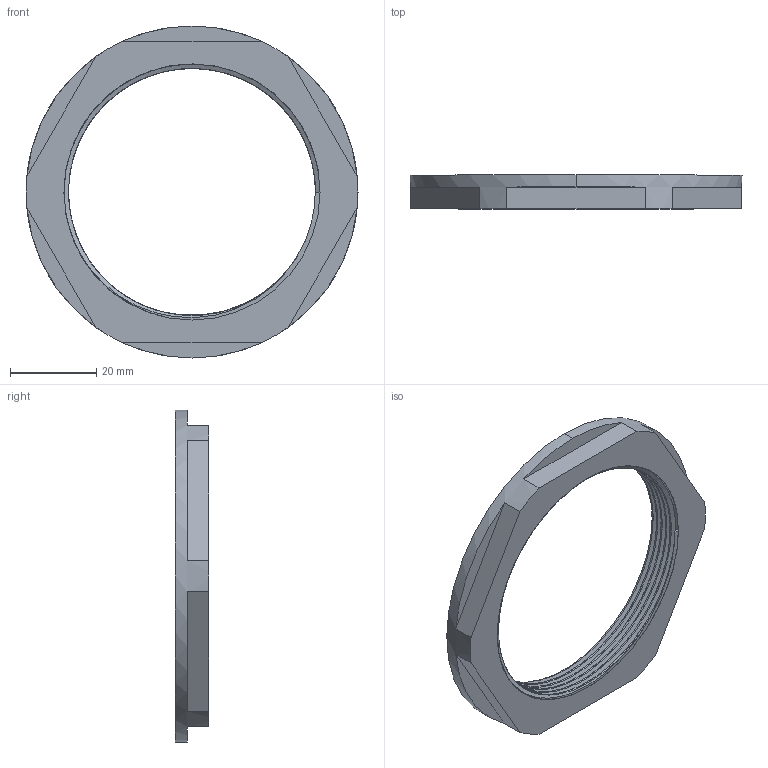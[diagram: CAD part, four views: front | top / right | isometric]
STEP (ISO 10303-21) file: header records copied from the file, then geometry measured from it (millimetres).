
FILE_DESCRIPTION (( 'STEP AP203' ), '1' );
FILE_NAME ('9079.STEP', '2020-07-28T14:16:09', ( '' ), ( '' ), 'SwSTEP 2.0', 'SolidWorks 2011', '' );
FILE_SCHEMA (( 'CONFIG_CONTROL_DESIGN' ));
Length unit declared in the file: millimetre
Products named in the file (1): 9079
Bounding box: 77 x 7.8 x 77 mm (x, y, z)
Volume: 13235.1 mm3; surface area: 8494.1 mm2
Topology: 1 solids, 1 shells, 37 faces, 105 edges, 71 vertices
Faces by surface type: cylinder 17, plane 17, bspline 3
Entity records: 3292 total; most frequent: CARTESIAN_POINT 2314, ORIENTED_EDGE 210, DIRECTION 165, EDGE_CURVE 105, VERTEX_POINT 71, AXIS2_PLACEMENT_3D 60, LINE 45, VECTOR 45
